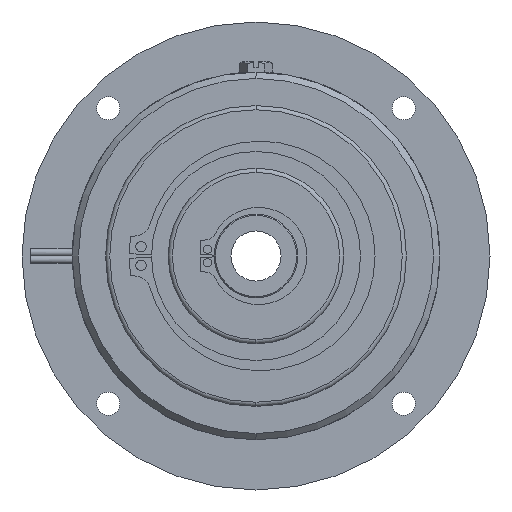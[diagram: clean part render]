
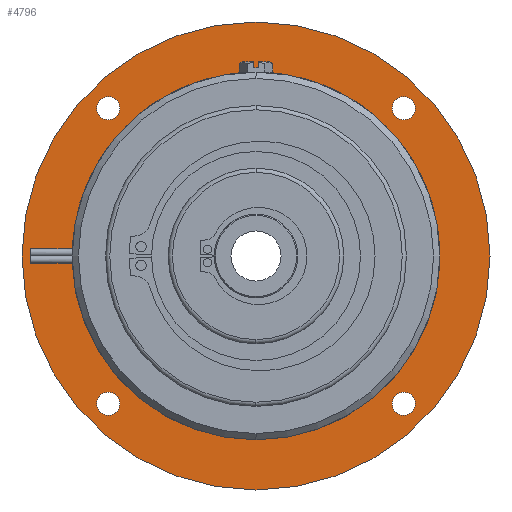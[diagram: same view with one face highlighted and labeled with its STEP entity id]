
A CAD part, left-side view. The second image highlights one B-rep face of the part: STEP entity #4796.
In plain terms, the highlighted planar face has unit normal (-1, 0, 0).
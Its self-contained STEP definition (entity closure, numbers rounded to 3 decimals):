
#62 = CARTESIAN_POINT ( 'NONE',  ( 60., 0., 0. ) ) ;
#63 = AXIS2_PLACEMENT_3D ( 'NONE', #894, #4932, #1467 ) ;
#183 = ORIENTED_EDGE ( 'NONE', *, *, #4580, .F. ) ;
#268 = AXIS2_PLACEMENT_3D ( 'NONE', #6412, #2963, #6979 ) ;
#273 = ORIENTED_EDGE ( 'NONE', *, *, #4968, .F. ) ;
#293 = VERTEX_POINT ( 'NONE', #2232 ) ;
#357 = VERTEX_POINT ( 'NONE', #2666 ) ;
#418 = FACE_OUTER_BOUND ( 'NONE', #1462, .T. ) ;
#520 = DIRECTION ( 'NONE',  ( -1., 0., 0. ) ) ;
#564 = AXIS2_PLACEMENT_3D ( 'NONE', #5644, #2189, #6223 ) ;
#598 = FACE_BOUND ( 'NONE', #5720, .T. ) ;
#630 = DIRECTION ( 'NONE',  ( 0., 0., 1. ) ) ;
#632 = DIRECTION ( 'NONE',  ( -1., 0., 0. ) ) ;
#772 = FACE_BOUND ( 'NONE', #5711, .T. ) ;
#773 = AXIS2_PLACEMENT_3D ( 'NONE', #4088, #632, #4668 ) ;
#788 = VERTEX_POINT ( 'NONE', #4806 ) ;
#847 = DIRECTION ( 'NONE',  ( -1., 0., 0. ) ) ;
#870 = CARTESIAN_POINT ( 'NONE',  ( 60., 0., 44. ) ) ;
#894 = CARTESIAN_POINT ( 'NONE',  ( 60., 35.355, 35.355 ) ) ;
#1060 = VERTEX_POINT ( 'NONE', #6932 ) ;
#1068 = EDGE_CURVE ( 'NONE', #357, #293, #4390, .T. ) ;
#1138 = VERTEX_POINT ( 'NONE', #5878 ) ;
#1187 = VERTEX_POINT ( 'NONE', #3029 ) ;
#1214 = CIRCLE ( 'NONE', #3729, 44. ) ;
#1244 = ORIENTED_EDGE ( 'NONE', *, *, #3843, .F. ) ;
#1255 = AXIS2_PLACEMENT_3D ( 'NONE', #3984, #520, #4555 ) ;
#1267 = AXIS2_PLACEMENT_3D ( 'NONE', #6625, #3185, #7204 ) ;
#1349 = EDGE_CURVE ( 'NONE', #3834, #5587, #1214, .T. ) ;
#1370 = CARTESIAN_POINT ( 'NONE',  ( 60., -35.355, -35.355 ) ) ;
#1422 = CARTESIAN_POINT ( 'NONE',  ( 60., -35.355, 32.605 ) ) ;
#1462 = EDGE_LOOP ( 'NONE', ( #6323, #5525 ) ) ;
#1467 = DIRECTION ( 'NONE',  ( 0., -1., 0. ) ) ;
#1564 = DIRECTION ( 'NONE',  ( -1., 0., 0. ) ) ;
#1929 = DIRECTION ( 'NONE',  ( -1., 0., 0. ) ) ;
#1941 = FACE_BOUND ( 'NONE', #5218, .T. ) ;
#1946 = DIRECTION ( 'NONE',  ( 0., 1., 0. ) ) ;
#2144 = EDGE_CURVE ( 'NONE', #1138, #2970, #3398, .T. ) ;
#2189 = DIRECTION ( 'NONE',  ( -1., 0., 0. ) ) ;
#2232 = CARTESIAN_POINT ( 'NONE',  ( 60., 0., -56. ) ) ;
#2359 = CARTESIAN_POINT ( 'NONE',  ( 60., 35.355, 38.105 ) ) ;
#2412 = CIRCLE ( 'NONE', #1267, 2.75 ) ;
#2465 = ORIENTED_EDGE ( 'NONE', *, *, #2144, .F. ) ;
#2544 = EDGE_LOOP ( 'NONE', ( #183, #1244 ) ) ;
#2627 = CARTESIAN_POINT ( 'NONE',  ( 60., 0., 0. ) ) ;
#2666 = CARTESIAN_POINT ( 'NONE',  ( 60., 0., 56. ) ) ;
#2686 = CIRCLE ( 'NONE', #5814, 2.75 ) ;
#2795 = EDGE_LOOP ( 'NONE', ( #3208, #3891 ) ) ;
#2963 = DIRECTION ( 'NONE',  ( 1., 0., 0. ) ) ;
#2968 = EDGE_CURVE ( 'NONE', #5587, #3834, #3401, .T. ) ;
#2970 = VERTEX_POINT ( 'NONE', #2359 ) ;
#3029 = CARTESIAN_POINT ( 'NONE',  ( 60., -35.355, -38.105 ) ) ;
#3063 = AXIS2_PLACEMENT_3D ( 'NONE', #6641, #3198, #7221 ) ;
#3117 = AXIS2_PLACEMENT_3D ( 'NONE', #5022, #1564, #5610 ) ;
#3124 = EDGE_CURVE ( 'NONE', #1187, #3795, #2686, .T. ) ;
#3185 = DIRECTION ( 'NONE',  ( -1., 0., 0. ) ) ;
#3198 = DIRECTION ( 'NONE',  ( -1., 0., 0. ) ) ;
#3200 = DIRECTION ( 'NONE',  ( 0., 0., 1. ) ) ;
#3208 = ORIENTED_EDGE ( 'NONE', *, *, #6756, .F. ) ;
#3398 = CIRCLE ( 'NONE', #63, 2.75 ) ;
#3401 = CIRCLE ( 'NONE', #773, 44. ) ;
#3424 = EDGE_CURVE ( 'NONE', #1060, #4129, #3940, .T. ) ;
#3495 = FACE_BOUND ( 'NONE', #2544, .T. ) ;
#3519 = ORIENTED_EDGE ( 'NONE', *, *, #1349, .F. ) ;
#3714 = ORIENTED_EDGE ( 'NONE', *, *, #6431, .F. ) ;
#3729 = AXIS2_PLACEMENT_3D ( 'NONE', #2627, #6645, #3200 ) ;
#3750 = CIRCLE ( 'NONE', #3063, 2.75 ) ;
#3795 = VERTEX_POINT ( 'NONE', #4809 ) ;
#3834 = VERTEX_POINT ( 'NONE', #870 ) ;
#3843 = EDGE_CURVE ( 'NONE', #5317, #788, #3750, .T. ) ;
#3891 = ORIENTED_EDGE ( 'NONE', *, *, #3124, .F. ) ;
#3940 = CIRCLE ( 'NONE', #1255, 2.75 ) ;
#3984 = CARTESIAN_POINT ( 'NONE',  ( 60., -35.355, 35.355 ) ) ;
#3994 = CIRCLE ( 'NONE', #5064, 2.75 ) ;
#4086 = DIRECTION ( 'NONE',  ( -1., 0., 0. ) ) ;
#4088 = CARTESIAN_POINT ( 'NONE',  ( 60., 0., 0. ) ) ;
#4129 = VERTEX_POINT ( 'NONE', #1422 ) ;
#4318 = CARTESIAN_POINT ( 'NONE',  ( 60., 0., 0. ) ) ;
#4390 = CIRCLE ( 'NONE', #6178, 56. ) ;
#4555 = DIRECTION ( 'NONE',  ( 0., 0., -1. ) ) ;
#4577 = AXIS2_PLACEMENT_3D ( 'NONE', #4318, #847, #4891 ) ;
#4580 = EDGE_CURVE ( 'NONE', #788, #5317, #5930, .T. ) ;
#4668 = DIRECTION ( 'NONE',  ( 0., 0., 1. ) ) ;
#4796 = ADVANCED_FACE ( 'NONE', ( #598, #772, #5202, #3495, #1941, #418 ), #6961, .F. ) ;
#4806 = CARTESIAN_POINT ( 'NONE',  ( 60., 35.355, -32.605 ) ) ;
#4809 = CARTESIAN_POINT ( 'NONE',  ( 60., -35.355, -32.605 ) ) ;
#4891 = DIRECTION ( 'NONE',  ( 0., 0., 1. ) ) ;
#4898 = CIRCLE ( 'NONE', #4577, 56. ) ;
#4932 = DIRECTION ( 'NONE',  ( -1., 0., 0. ) ) ;
#4968 = EDGE_CURVE ( 'NONE', #2970, #1138, #2412, .T. ) ;
#5022 = CARTESIAN_POINT ( 'NONE',  ( 60., 35.355, -35.355 ) ) ;
#5064 = AXIS2_PLACEMENT_3D ( 'NONE', #1370, #5401, #1946 ) ;
#5152 = ORIENTED_EDGE ( 'NONE', *, *, #2968, .F. ) ;
#5202 = FACE_BOUND ( 'NONE', #2795, .T. ) ;
#5218 = EDGE_LOOP ( 'NONE', ( #3519, #5152 ) ) ;
#5317 = VERTEX_POINT ( 'NONE', #7160 ) ;
#5385 = CARTESIAN_POINT ( 'NONE',  ( 60., -35.355, -35.355 ) ) ;
#5401 = DIRECTION ( 'NONE',  ( -1., 0., 0. ) ) ;
#5525 = ORIENTED_EDGE ( 'NONE', *, *, #6171, .T. ) ;
#5587 = VERTEX_POINT ( 'NONE', #7436 ) ;
#5610 = DIRECTION ( 'NONE',  ( 0., 0., 1. ) ) ;
#5644 = CARTESIAN_POINT ( 'NONE',  ( 60., -35.355, 35.355 ) ) ;
#5711 = EDGE_LOOP ( 'NONE', ( #5883, #3714 ) ) ;
#5720 = EDGE_LOOP ( 'NONE', ( #273, #2465 ) ) ;
#5814 = AXIS2_PLACEMENT_3D ( 'NONE', #5385, #1929, #5978 ) ;
#5878 = CARTESIAN_POINT ( 'NONE',  ( 60., 35.355, 32.605 ) ) ;
#5883 = ORIENTED_EDGE ( 'NONE', *, *, #3424, .F. ) ;
#5930 = CIRCLE ( 'NONE', #3117, 2.75 ) ;
#5978 = DIRECTION ( 'NONE',  ( 0., 1., 0. ) ) ;
#6157 = CIRCLE ( 'NONE', #564, 2.75 ) ;
#6171 = EDGE_CURVE ( 'NONE', #293, #357, #4898, .T. ) ;
#6178 = AXIS2_PLACEMENT_3D ( 'NONE', #62, #4086, #630 ) ;
#6223 = DIRECTION ( 'NONE',  ( 0., 0., -1. ) ) ;
#6323 = ORIENTED_EDGE ( 'NONE', *, *, #1068, .T. ) ;
#6412 = CARTESIAN_POINT ( 'NONE',  ( 60., 56., 0. ) ) ;
#6431 = EDGE_CURVE ( 'NONE', #4129, #1060, #6157, .T. ) ;
#6625 = CARTESIAN_POINT ( 'NONE',  ( 60., 35.355, 35.355 ) ) ;
#6641 = CARTESIAN_POINT ( 'NONE',  ( 60., 35.355, -35.355 ) ) ;
#6645 = DIRECTION ( 'NONE',  ( -1., 0., 0. ) ) ;
#6756 = EDGE_CURVE ( 'NONE', #3795, #1187, #3994, .T. ) ;
#6932 = CARTESIAN_POINT ( 'NONE',  ( 60., -35.355, 38.105 ) ) ;
#6961 = PLANE ( 'NONE',  #268 ) ;
#6979 = DIRECTION ( 'NONE',  ( 0., 0., -1. ) ) ;
#7160 = CARTESIAN_POINT ( 'NONE',  ( 60., 35.355, -38.105 ) ) ;
#7204 = DIRECTION ( 'NONE',  ( 0., -1., 0. ) ) ;
#7221 = DIRECTION ( 'NONE',  ( 0., 0., 1. ) ) ;
#7436 = CARTESIAN_POINT ( 'NONE',  ( 60., 0., -44. ) ) ;
